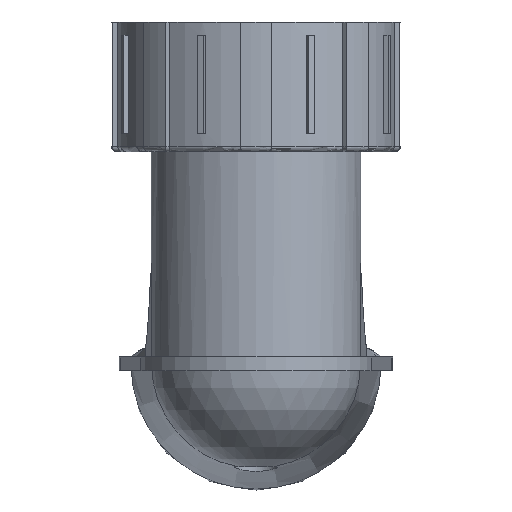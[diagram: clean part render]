
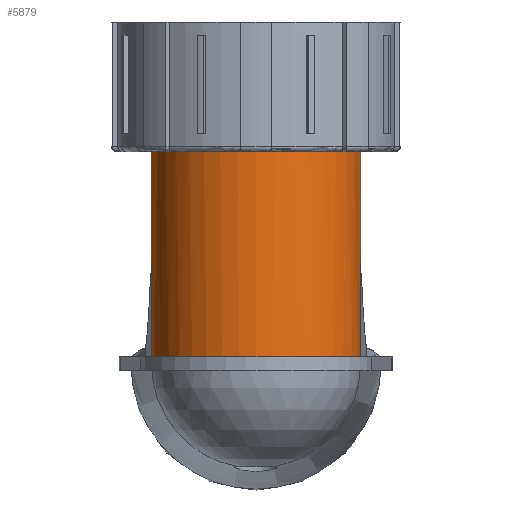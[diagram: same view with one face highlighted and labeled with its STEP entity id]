
A CAD part, left-side view. The second image highlights one B-rep face of the part: STEP entity #5879.
In plain terms, the highlighted cylindrical face has radius 19.8 mm (diameter 39.6 mm), a full revolution.
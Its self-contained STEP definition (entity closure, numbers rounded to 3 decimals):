
#611=FACE_OUTER_BOUND('',#993,.T.);
#993=EDGE_LOOP('',(#5249,#5250,#5251,#5252,#5253,#5254,#5255,#5256,#5257,
#5258,#5259,#5260));
#1262=CIRCLE('',#6454,19.8);
#1269=CIRCLE('',#6463,19.8);
#1272=CIRCLE('',#6467,19.8);
#1295=CIRCLE('',#6501,19.8);
#1296=CIRCLE('',#6502,19.8);
#1297=CIRCLE('',#6505,19.8);
#1834=LINE('',#19519,#2237);
#1838=LINE('',#19566,#2241);
#1865=LINE('',#20229,#2268);
#1866=LINE('',#20232,#2269);
#1867=LINE('',#20234,#2270);
#2237=VECTOR('',#7894,10.);
#2241=VECTOR('',#7900,10.);
#2268=VECTOR('',#8029,10.);
#2269=VECTOR('',#8032,19.8);
#2270=VECTOR('',#8035,10.);
#2757=VERTEX_POINT('',#19517);
#2758=VERTEX_POINT('',#19518);
#2763=VERTEX_POINT('',#19564);
#2764=VERTEX_POINT('',#19565);
#2775=VERTEX_POINT('',#19629);
#2780=VERTEX_POINT('',#19665);
#2809=VERTEX_POINT('',#20219);
#2810=VERTEX_POINT('',#20221);
#2811=VERTEX_POINT('',#20223);
#2812=VERTEX_POINT('',#20231);
#3559=EDGE_CURVE('',#2757,#2758,#1834,.T.);
#3565=EDGE_CURVE('',#2763,#2764,#1838,.T.);
#3571=EDGE_CURVE('',#2764,#2757,#1262,.T.);
#3581=EDGE_CURVE('',#2763,#2775,#1269,.T.);
#3588=EDGE_CURVE('',#2780,#2758,#1272,.T.);
#3636=EDGE_CURVE('',#2810,#2809,#1295,.T.);
#3637=EDGE_CURVE('',#2811,#2810,#1296,.T.);
#3641=EDGE_CURVE('',#2780,#2811,#1865,.T.);
#3642=EDGE_CURVE('',#2810,#2812,#1866,.T.);
#3643=EDGE_CURVE('',#2812,#2812,#1297,.T.);
#3644=EDGE_CURVE('',#2775,#2809,#1867,.T.);
#5249=ORIENTED_EDGE('',*,*,#3559,.T.);
#5250=ORIENTED_EDGE('',*,*,#3588,.F.);
#5251=ORIENTED_EDGE('',*,*,#3641,.T.);
#5252=ORIENTED_EDGE('',*,*,#3637,.T.);
#5253=ORIENTED_EDGE('',*,*,#3642,.T.);
#5254=ORIENTED_EDGE('',*,*,#3643,.T.);
#5255=ORIENTED_EDGE('',*,*,#3642,.F.);
#5256=ORIENTED_EDGE('',*,*,#3636,.T.);
#5257=ORIENTED_EDGE('',*,*,#3644,.F.);
#5258=ORIENTED_EDGE('',*,*,#3581,.F.);
#5259=ORIENTED_EDGE('',*,*,#3565,.T.);
#5260=ORIENTED_EDGE('',*,*,#3571,.T.);
#5554=CYLINDRICAL_SURFACE('',#6504,19.8);
#5879=ADVANCED_FACE('',(#611),#5554,.T.);
#6454=AXIS2_PLACEMENT_3D('',#19611,#7906,#7907);
#6463=AXIS2_PLACEMENT_3D('',#19630,#7927,#7928);
#6467=AXIS2_PLACEMENT_3D('',#19677,#7935,#7936);
#6501=AXIS2_PLACEMENT_3D('',#20222,#8020,#8021);
#6502=AXIS2_PLACEMENT_3D('',#20224,#8022,#8023);
#6504=AXIS2_PLACEMENT_3D('',#20230,#8030,#8031);
#6505=AXIS2_PLACEMENT_3D('',#20233,#8033,#8034);
#7894=DIRECTION('',(0.,0.,-1.));
#7900=DIRECTION('',(0.,0.,1.));
#7906=DIRECTION('center_axis',(0.,0.,1.));
#7907=DIRECTION('ref_axis',(1.,0.,0.));
#7927=DIRECTION('center_axis',(0.,0.,-1.));
#7928=DIRECTION('ref_axis',(1.,0.,0.));
#7935=DIRECTION('center_axis',(0.,0.,-1.));
#7936=DIRECTION('ref_axis',(1.,0.,0.));
#8020=DIRECTION('center_axis',(0.,0.,1.));
#8021=DIRECTION('ref_axis',(1.,0.,0.));
#8022=DIRECTION('center_axis',(0.,0.,1.));
#8023=DIRECTION('ref_axis',(1.,0.,0.));
#8029=DIRECTION('',(0.,0.,-1.));
#8030=DIRECTION('center_axis',(0.,0.,-1.));
#8031=DIRECTION('ref_axis',(1.,0.,0.));
#8032=DIRECTION('',(0.,0.,1.));
#8033=DIRECTION('center_axis',(0.,0.,-1.));
#8034=DIRECTION('ref_axis',(1.,0.,0.));
#8035=DIRECTION('',(0.,0.,-1.));
#19517=CARTESIAN_POINT('',(19.775,101.,-29.15));
#19518=CARTESIAN_POINT('',(19.775,101.,-36.));
#19519=CARTESIAN_POINT('',(19.775,101.,-29.15));
#19564=CARTESIAN_POINT('',(19.775,99.,-36.));
#19565=CARTESIAN_POINT('',(19.775,99.,-29.15));
#19566=CARTESIAN_POINT('',(19.775,99.,-29.15));
#19611=CARTESIAN_POINT('Origin',(0.,100.,-29.15));
#19629=CARTESIAN_POINT('',(-1.905,80.292,-36.));
#19630=CARTESIAN_POINT('Origin',(0.,100.,-36.));
#19665=CARTESIAN_POINT('',(-1.905,119.708,-36.));
#19677=CARTESIAN_POINT('Origin',(0.,100.,-36.));
#20219=CARTESIAN_POINT('',(-1.905,80.292,-53.7));
#20221=CARTESIAN_POINT('',(-19.8,100.,-53.7));
#20222=CARTESIAN_POINT('Origin',(0.,100.,-53.7));
#20223=CARTESIAN_POINT('',(-1.905,119.708,-53.7));
#20224=CARTESIAN_POINT('Origin',(0.,100.,-53.7));
#20229=CARTESIAN_POINT('',(-1.905,119.708,-29.15));
#20230=CARTESIAN_POINT('Origin',(0.,100.,-29.15));
#20231=CARTESIAN_POINT('',(-19.8,100.,-9.5));
#20232=CARTESIAN_POINT('',(-19.8,100.,-29.15));
#20233=CARTESIAN_POINT('Origin',(0.,100.,-9.5));
#20234=CARTESIAN_POINT('',(-1.905,80.292,-29.15));
